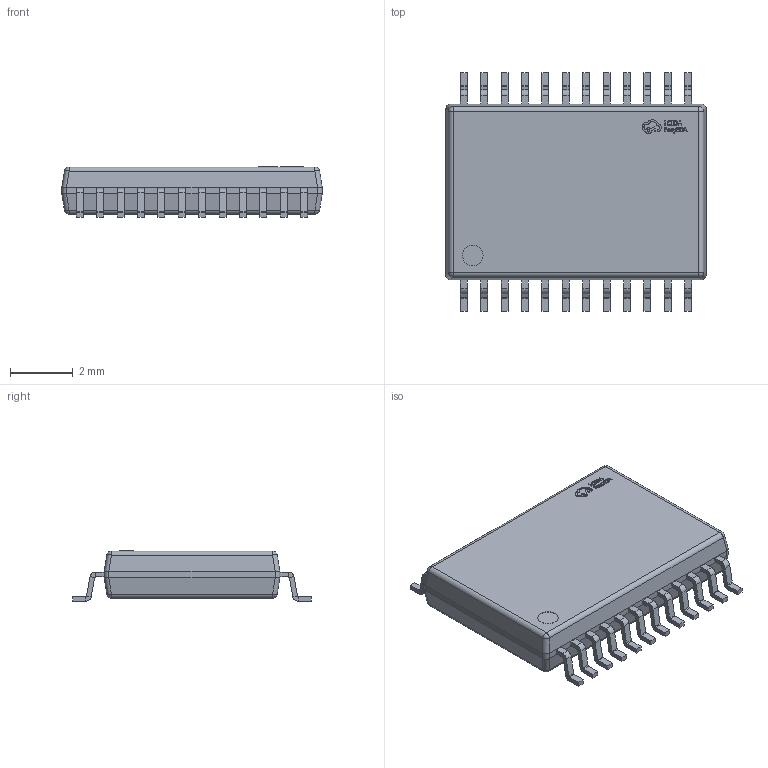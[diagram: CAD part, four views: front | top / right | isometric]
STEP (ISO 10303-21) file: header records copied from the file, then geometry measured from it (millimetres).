
FILE_DESCRIPTION (( 'STEP AP214' ), '1' );
FILE_NAME ('SSOP-24_L8.3-W5.6-P0.65-LS7.6-BL.STEP', '2022-07-07T14:19:40', ( '' ), ( '' ), 'SwSTEP 2.0', 'SolidWorks 2018', '' );
FILE_SCHEMA (( 'AUTOMOTIVE_DESIGN' ));
Length unit declared in the file: millimetre
Products named in the file (1): SSOP-24_L8.3-W5.6-P0.65-LS7.6-BL
Bounding box: 8.3 x 7.6 x 1.61 mm (x, y, z)
Volume: 69 mm3; surface area: 154.7 mm2
Topology: 1 solids, 1 shells, 773 faces, 1773 edges, 1046 vertices
Faces by surface type: plane 549, cylinder 118, bspline 98, sphere 8
Entity records: 30156 total; most frequent: CARTESIAN_POINT 4975, ORIENTED_EDGE 3546, DIRECTION 3121, EDGE_CURVE 1773, VECTOR 1329, LINE 1329, VERTEX_POINT 1046, AXIS2_PLACEMENT_3D 896
